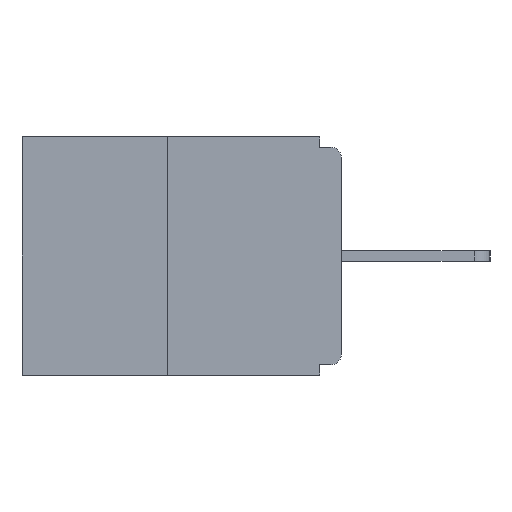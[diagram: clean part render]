
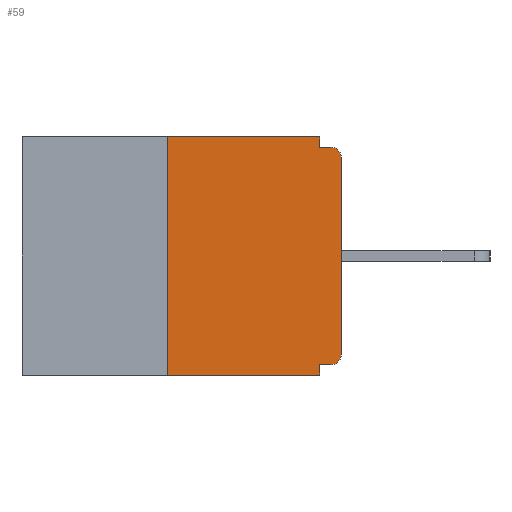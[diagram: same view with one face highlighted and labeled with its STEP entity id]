
A CAD part, left-side view. The second image highlights one B-rep face of the part: STEP entity #59.
In plain terms, the highlighted planar face has unit normal (-1, 0, 0).
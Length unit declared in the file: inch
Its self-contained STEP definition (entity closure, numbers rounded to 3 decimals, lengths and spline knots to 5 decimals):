
#59 = ADVANCED_FACE ( 'NONE', ( #217 ), #7169, .F. ) ;
#131 = LINE ( 'NONE', #10320, #12090 ) ;
#217 = FACE_OUTER_BOUND ( 'NONE', #1936, .T. ) ;
#227 = LINE ( 'NONE', #8251, #3874 ) ;
#526 = DIRECTION ( 'NONE',  ( 0., 0., -1. ) ) ;
#602 = LINE ( 'NONE', #1259, #10607 ) ;
#616 = CIRCLE ( 'NONE', #1425, 0.015 ) ;
#1259 = CARTESIAN_POINT ( 'NONE',  ( 0., 0.25, 0. ) ) ;
#1425 = AXIS2_PLACEMENT_3D ( 'NONE', #11849, #6700, #526 ) ;
#1632 = DIRECTION ( 'NONE',  ( 0., -1., 0. ) ) ;
#1783 = CARTESIAN_POINT ( 'NONE',  ( 0., 0.015, -0.03 ) ) ;
#1863 = CARTESIAN_POINT ( 'NONE',  ( 0., 0.031, -0.015 ) ) ;
#1936 = EDGE_LOOP ( 'NONE', ( #4127, #11818, #5055, #2727, #3695, #6247, #4003, #3240, #9025, #4285 ) ) ;
#1940 = EDGE_CURVE ( 'NONE', #7670, #5186, #131, .T. ) ;
#2423 = DIRECTION ( 'NONE',  ( 0., 0., 1. ) ) ;
#2497 = CARTESIAN_POINT ( 'NONE',  ( 0., 0.015, -0.015 ) ) ;
#2574 = AXIS2_PLACEMENT_3D ( 'NONE', #8793, #8828, #9476 ) ;
#2727 = ORIENTED_EDGE ( 'NONE', *, *, #8306, .F. ) ;
#2768 = LINE ( 'NONE', #5425, #10288 ) ;
#2881 = DIRECTION ( 'NONE',  ( 0., 0., -1. ) ) ;
#2926 = VECTOR ( 'NONE', #8293, 39.37008 ) ;
#3098 = LINE ( 'NONE', #6479, #7300 ) ;
#3240 = ORIENTED_EDGE ( 'NONE', *, *, #7744, .T. ) ;
#3257 = CIRCLE ( 'NONE', #4207, 0.015 ) ;
#3695 = ORIENTED_EDGE ( 'NONE', *, *, #7533, .F. ) ;
#3874 = VECTOR ( 'NONE', #4465, 39.37008 ) ;
#4001 = VERTEX_POINT ( 'NONE', #1863 ) ;
#4003 = ORIENTED_EDGE ( 'NONE', *, *, #7375, .T. ) ;
#4127 = ORIENTED_EDGE ( 'NONE', *, *, #1940, .F. ) ;
#4207 = AXIS2_PLACEMENT_3D ( 'NONE', #1783, #8603, #2881 ) ;
#4285 = ORIENTED_EDGE ( 'NONE', *, *, #8324, .F. ) ;
#4342 = VERTEX_POINT ( 'NONE', #11707 ) ;
#4465 = DIRECTION ( 'NONE',  ( 0., -1., 0. ) ) ;
#4492 = CARTESIAN_POINT ( 'NONE',  ( 0., 0.031, -0.343 ) ) ;
#4512 = CARTESIAN_POINT ( 'NONE',  ( 0., 0.031, 0. ) ) ;
#5055 = ORIENTED_EDGE ( 'NONE', *, *, #8283, .T. ) ;
#5186 = VERTEX_POINT ( 'NONE', #10017 ) ;
#5372 = CARTESIAN_POINT ( 'NONE',  ( 0., 0., -0.03 ) ) ;
#5425 = CARTESIAN_POINT ( 'NONE',  ( 0., 0., 0. ) ) ;
#5496 = LINE ( 'NONE', #4512, #12149 ) ;
#6247 = ORIENTED_EDGE ( 'NONE', *, *, #7711, .T. ) ;
#6384 = CARTESIAN_POINT ( 'NONE',  ( 0., 0.031, -0.343 ) ) ;
#6479 = CARTESIAN_POINT ( 'NONE',  ( 0., 0., -0.328 ) ) ;
#6534 = CARTESIAN_POINT ( 'NONE',  ( 0., 0., -0.313 ) ) ;
#6700 = DIRECTION ( 'NONE',  ( -1., 0., 0. ) ) ;
#6727 = LINE ( 'NONE', #10242, #10868 ) ;
#6869 = CARTESIAN_POINT ( 'NONE',  ( 0., 0.015, -0.328 ) ) ;
#7169 = PLANE ( 'NONE',  #2574 ) ;
#7300 = VECTOR ( 'NONE', #11693, 39.37008 ) ;
#7375 = EDGE_CURVE ( 'NONE', #11556, #10694, #2768, .T. ) ;
#7533 = EDGE_CURVE ( 'NONE', #7840, #4342, #3098, .T. ) ;
#7547 = CARTESIAN_POINT ( 'NONE',  ( 0., 0.25, 0. ) ) ;
#7655 = EDGE_CURVE ( 'NONE', #4001, #11483, #6727, .T. ) ;
#7670 = VERTEX_POINT ( 'NONE', #7547 ) ;
#7711 = EDGE_CURVE ( 'NONE', #7840, #11556, #616, .T. ) ;
#7744 = EDGE_CURVE ( 'NONE', #10694, #11483, #3257, .T. ) ;
#7840 = VERTEX_POINT ( 'NONE', #6869 ) ;
#7992 = LINE ( 'NONE', #6384, #2926 ) ;
#8225 = EDGE_CURVE ( 'NONE', #9122, #7670, #602, .T. ) ;
#8251 = CARTESIAN_POINT ( 'NONE',  ( 0., 0.46, -0.343 ) ) ;
#8283 = EDGE_CURVE ( 'NONE', #9122, #9045, #227, .T. ) ;
#8293 = DIRECTION ( 'NONE',  ( 0., 0., -1. ) ) ;
#8306 = EDGE_CURVE ( 'NONE', #4342, #9045, #7992, .T. ) ;
#8324 = EDGE_CURVE ( 'NONE', #5186, #4001, #5496, .T. ) ;
#8603 = DIRECTION ( 'NONE',  ( -1., 0., 0. ) ) ;
#8793 = CARTESIAN_POINT ( 'NONE',  ( 0., 0.46, 0. ) ) ;
#8828 = DIRECTION ( 'NONE',  ( 1., 0., 0. ) ) ;
#9025 = ORIENTED_EDGE ( 'NONE', *, *, #7655, .F. ) ;
#9045 = VERTEX_POINT ( 'NONE', #4492 ) ;
#9122 = VERTEX_POINT ( 'NONE', #9375 ) ;
#9375 = CARTESIAN_POINT ( 'NONE',  ( 0., 0.25, -0.343 ) ) ;
#9476 = DIRECTION ( 'NONE',  ( 0., 0., -1. ) ) ;
#10017 = CARTESIAN_POINT ( 'NONE',  ( 0., 0.031, 0. ) ) ;
#10118 = DIRECTION ( 'NONE',  ( 0., 0., -1. ) ) ;
#10242 = CARTESIAN_POINT ( 'NONE',  ( 0., 0., -0.015 ) ) ;
#10288 = VECTOR ( 'NONE', #11622, 39.37008 ) ;
#10320 = CARTESIAN_POINT ( 'NONE',  ( 0., 0.46, 0. ) ) ;
#10607 = VECTOR ( 'NONE', #2423, 39.37008 ) ;
#10694 = VERTEX_POINT ( 'NONE', #5372 ) ;
#10766 = DIRECTION ( 'NONE',  ( 0., -1., 0. ) ) ;
#10868 = VECTOR ( 'NONE', #1632, 39.37008 ) ;
#11483 = VERTEX_POINT ( 'NONE', #2497 ) ;
#11556 = VERTEX_POINT ( 'NONE', #6534 ) ;
#11622 = DIRECTION ( 'NONE',  ( 0., 0., 1. ) ) ;
#11693 = DIRECTION ( 'NONE',  ( 0., 1., 0. ) ) ;
#11707 = CARTESIAN_POINT ( 'NONE',  ( 0., 0.031, -0.328 ) ) ;
#11818 = ORIENTED_EDGE ( 'NONE', *, *, #8225, .F. ) ;
#11849 = CARTESIAN_POINT ( 'NONE',  ( 0., 0.015, -0.313 ) ) ;
#12090 = VECTOR ( 'NONE', #10766, 39.37008 ) ;
#12149 = VECTOR ( 'NONE', #10118, 39.37008 ) ;
